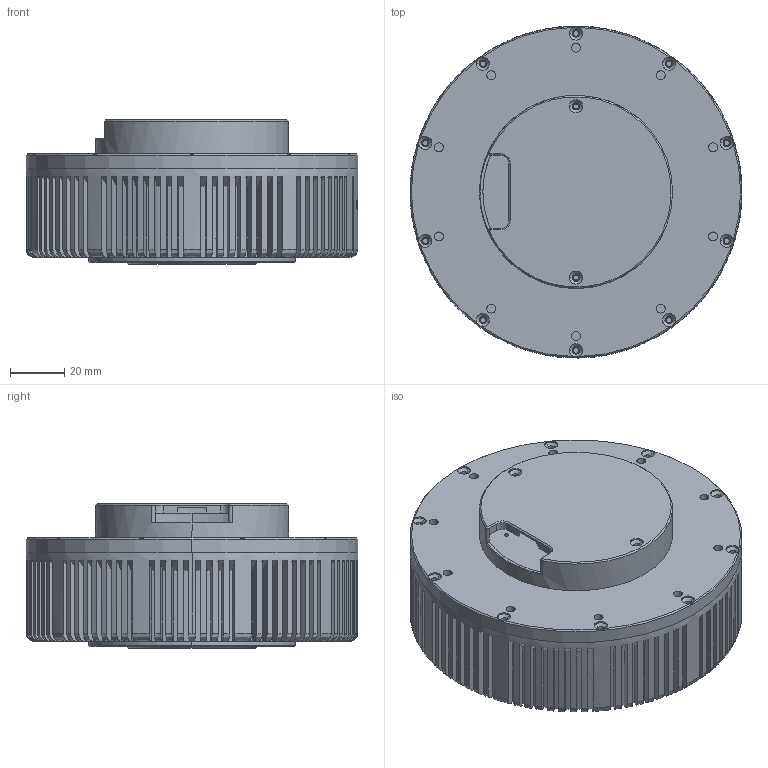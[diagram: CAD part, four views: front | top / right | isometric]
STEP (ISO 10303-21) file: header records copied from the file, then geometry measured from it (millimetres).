
FILE_DESCRIPTION (( 'STEP AP214' ), '1' );
FILE_NAME ('RMD-X10-P7.step', '2023-12-27T05:42:56', ( '' ), ( '' ), 'SwSTEP 2.0', 'SolidWorks 2020', '' );
FILE_SCHEMA (( 'AUTOMOTIVE_DESIGN' ));
Length unit declared in the file: millimetre
Products named in the file (1): RMD-X10-P7
Bounding box: 122 x 122 x 53 mm (x, y, z)
Volume: 151180.4 mm3; surface area: 110602.6 mm2
Topology: 5 solids, 5 shells, 870 faces, 2351 edges, 1514 vertices
Faces by surface type: cylinder 350, plane 253, cone 189, bspline 78
Entity records: 30938 total; most frequent: CARTESIAN_POINT 9265, ORIENTED_EDGE 4678, DIRECTION 4462, EDGE_CURVE 2339, AXIS2_PLACEMENT_3D 1766, VERTEX_POINT 1514, CIRCLE 973, EDGE_LOOP 967
